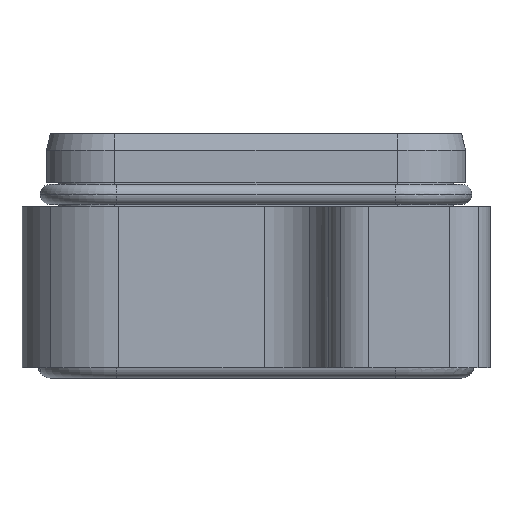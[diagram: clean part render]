
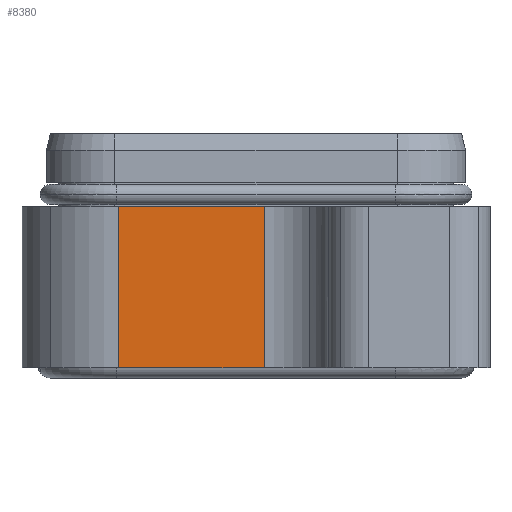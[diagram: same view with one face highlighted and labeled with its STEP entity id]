
A CAD part, left-side view. The second image highlights one B-rep face of the part: STEP entity #8380.
In plain terms, the highlighted planar face has unit normal (-1, 0, 0).
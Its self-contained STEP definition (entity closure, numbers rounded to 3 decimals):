
#1316=CARTESIAN_POINT('',(-77.75,17.,0.0));
#1317=VERTEX_POINT('',#1316);
#1325=CARTESIAN_POINT('',(-77.75,17.,20.0));
#1326=VERTEX_POINT('',#1325);
#1327=CARTESIAN_POINT('',(-77.75,17.,0.0));
#1328=DIRECTION('',(0.0,0.0,1.0));
#1329=VECTOR('',#1328,20.0);
#1330=LINE('',#1327,#1329);
#1331=EDGE_CURVE('',#1317,#1326,#1330,.T.);
#5605=CARTESIAN_POINT('',(-77.75,-1.,0.0));
#5606=VERTEX_POINT('',#5605);
#5614=CARTESIAN_POINT('',(-77.75,17.,0.0));
#5615=DIRECTION('',(0.0,-1.0,0.0));
#5616=VECTOR('',#5615,18.0);
#5617=LINE('',#5614,#5616);
#5618=EDGE_CURVE('',#1317,#5606,#5617,.T.);
#8326=CARTESIAN_POINT('',(-77.75,-1.,20.));
#8327=VERTEX_POINT('',#8326);
#8335=CARTESIAN_POINT('',(-77.75,-1.,20.));
#8336=DIRECTION('',(0.0,0.0,-1.0));
#8337=VECTOR('',#8336,20.);
#8338=LINE('',#8335,#8337);
#8339=EDGE_CURVE('',#8327,#5606,#8338,.T.);
#8364=CARTESIAN_POINT('',(-77.75,-9.,0.0));
#8365=DIRECTION('',(-1.0,0.0,0.0));
#8366=DIRECTION('',(0.0,0.0,-1.0));
#8367=AXIS2_PLACEMENT_3D('',#8364,#8365,#8366);
#8368=PLANE('',#8367);
#8369=CARTESIAN_POINT('',(-77.75,-1.,20.));
#8370=DIRECTION('',(0.0,1.0,0.0));
#8371=VECTOR('',#8370,18.0);
#8372=LINE('',#8369,#8371);
#8373=EDGE_CURVE('',#8327,#1326,#8372,.T.);
#8374=ORIENTED_EDGE('',*,*,#8373,.T.);
#8375=ORIENTED_EDGE('',*,*,#1331,.F.);
#8376=ORIENTED_EDGE('',*,*,#5618,.T.);
#8377=ORIENTED_EDGE('',*,*,#8339,.F.);
#8378=EDGE_LOOP('',(#8374,#8375,#8376,#8377));
#8379=FACE_OUTER_BOUND('',#8378,.T.);
#8380=ADVANCED_FACE('',(#8379),#8368,.T.);
